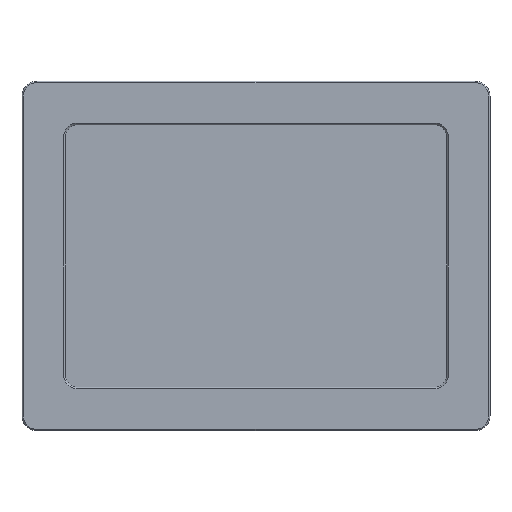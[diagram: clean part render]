
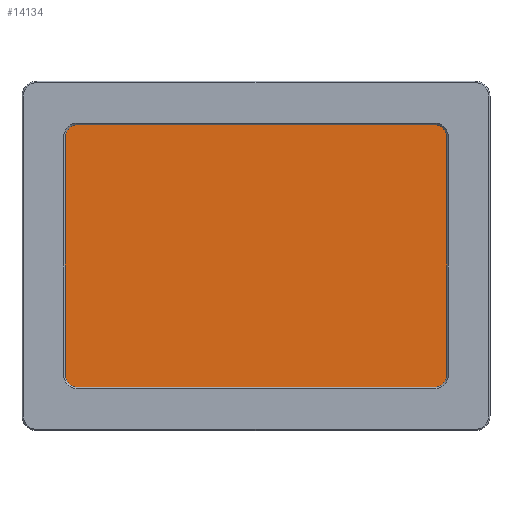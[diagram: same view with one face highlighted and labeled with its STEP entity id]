
A CAD part, top view. The second image highlights one B-rep face of the part: STEP entity #14134.
In plain terms, the highlighted planar face has unit normal (0, 0, 1).
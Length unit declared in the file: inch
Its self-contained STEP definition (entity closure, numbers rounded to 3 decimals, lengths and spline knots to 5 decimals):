
#165=PLANE('',#15018);
#945=FACE_OUTER_BOUND('',#1734,.T.);
#1734=EDGE_LOOP('',(#9557,#9558,#9559,#9560,#9561,#9562,#9563,#9564));
#2617=CIRCLE('',#15019,0.30339);
#2618=CIRCLE('',#15020,0.30339);
#2619=CIRCLE('',#15021,0.30339);
#2620=CIRCLE('',#15022,0.30339);
#3194=LINE('',#21595,#4551);
#3195=LINE('',#21599,#4552);
#3196=LINE('',#21603,#4553);
#3197=LINE('',#21606,#4554);
#4551=VECTOR('',#16372,0.3937);
#4552=VECTOR('',#16375,0.3937);
#4553=VECTOR('',#16378,0.3937);
#4554=VECTOR('',#16381,0.3937);
#6026=VERTEX_POINT('',#21591);
#6027=VERTEX_POINT('',#21592);
#6028=VERTEX_POINT('',#21594);
#6029=VERTEX_POINT('',#21596);
#6030=VERTEX_POINT('',#21598);
#6031=VERTEX_POINT('',#21600);
#6032=VERTEX_POINT('',#21602);
#6033=VERTEX_POINT('',#21604);
#7402=EDGE_CURVE('',#6026,#6027,#2617,.T.);
#7403=EDGE_CURVE('',#6028,#6026,#3194,.T.);
#7404=EDGE_CURVE('',#6029,#6028,#2618,.T.);
#7405=EDGE_CURVE('',#6030,#6029,#3195,.T.);
#7406=EDGE_CURVE('',#6031,#6030,#2619,.T.);
#7407=EDGE_CURVE('',#6032,#6031,#3196,.T.);
#7408=EDGE_CURVE('',#6033,#6032,#2620,.T.);
#7409=EDGE_CURVE('',#6027,#6033,#3197,.T.);
#9557=ORIENTED_EDGE('',*,*,#7402,.F.);
#9558=ORIENTED_EDGE('',*,*,#7403,.F.);
#9559=ORIENTED_EDGE('',*,*,#7404,.F.);
#9560=ORIENTED_EDGE('',*,*,#7405,.F.);
#9561=ORIENTED_EDGE('',*,*,#7406,.F.);
#9562=ORIENTED_EDGE('',*,*,#7407,.F.);
#9563=ORIENTED_EDGE('',*,*,#7408,.F.);
#9564=ORIENTED_EDGE('',*,*,#7409,.F.);
#14134=ADVANCED_FACE('',(#945),#165,.T.);
#15018=AXIS2_PLACEMENT_3D('',#21590,#16368,#16369);
#15019=AXIS2_PLACEMENT_3D('',#21593,#16370,#16371);
#15020=AXIS2_PLACEMENT_3D('',#21597,#16373,#16374);
#15021=AXIS2_PLACEMENT_3D('',#21601,#16376,#16377);
#15022=AXIS2_PLACEMENT_3D('',#21605,#16379,#16380);
#16368=DIRECTION('center_axis',(0.,0.,
1.));
#16369=DIRECTION('ref_axis',(1.,0.,0.));
#16370=DIRECTION('center_axis',(0.,0.,
-1.));
#16371=DIRECTION('ref_axis',(0.,-1.,0.));
#16372=DIRECTION('',(0.,1.,0.));
#16373=DIRECTION('center_axis',(0.,0.,
-1.));
#16374=DIRECTION('ref_axis',(1.,0.,0.));
#16375=DIRECTION('',(-1.,0.,0.));
#16376=DIRECTION('center_axis',(0.,0.,
-1.));
#16377=DIRECTION('ref_axis',(0.,1.,0.));
#16378=DIRECTION('',(0.,-1.,0.));
#16379=DIRECTION('center_axis',(0.,0.,
-1.));
#16380=DIRECTION('ref_axis',(-1.,0.,0.));
#16381=DIRECTION('',(1.,0.,0.));
#21590=CARTESIAN_POINT('Origin',(11.38317,4.56343,0.6));
#21591=CARTESIAN_POINT('',(6.53317,7.45079,0.6));
#21592=CARTESIAN_POINT('',(6.83656,7.75417,0.6));
#21593=CARTESIAN_POINT('Origin',(6.83656,7.45079,0.6));
#21594=CARTESIAN_POINT('',(6.53317,1.40276,0.6));
#21595=CARTESIAN_POINT('',(6.53317,2.98309,0.6));
#21596=CARTESIAN_POINT('',(6.83656,1.09937,0.6));
#21597=CARTESIAN_POINT('Origin',(6.83656,1.40276,0.6));
#21598=CARTESIAN_POINT('',(15.8968,1.09937,0.6));
#21599=CARTESIAN_POINT('',(13.63999,1.09937,0.6));
#21600=CARTESIAN_POINT('',(16.20018,1.40276,0.6));
#21601=CARTESIAN_POINT('Origin',(15.8968,1.40276,0.6));
#21602=CARTESIAN_POINT('',(16.20018,7.45079,0.6));
#21603=CARTESIAN_POINT('',(16.20018,6.00711,0.6));
#21604=CARTESIAN_POINT('',(15.8968,7.75417,0.6));
#21605=CARTESIAN_POINT('Origin',(15.8968,7.45079,0.6));
#21606=CARTESIAN_POINT('',(9.10987,7.75417,0.6));
